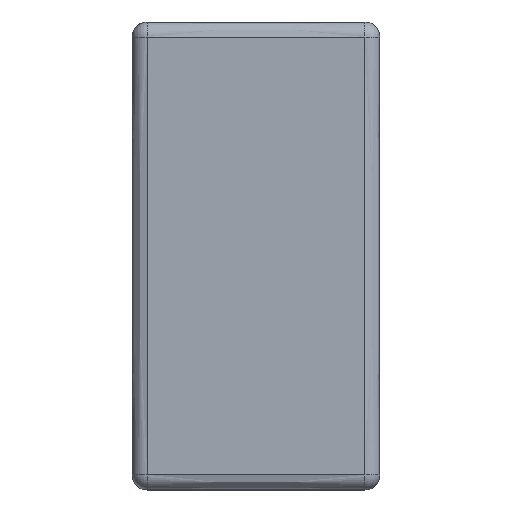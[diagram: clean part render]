
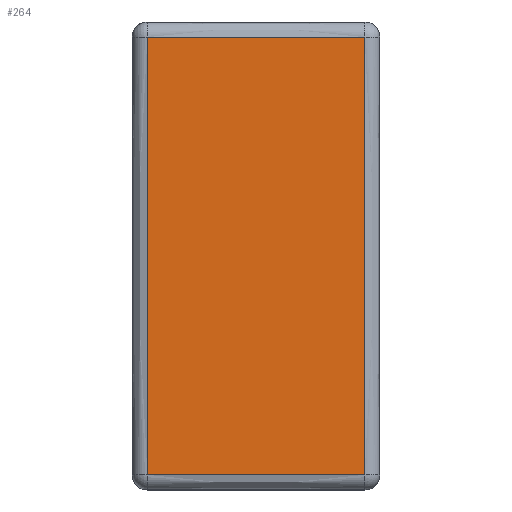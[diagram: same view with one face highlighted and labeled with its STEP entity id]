
A CAD part, left-side view. The second image highlights one B-rep face of the part: STEP entity #264.
In plain terms, the highlighted planar face has unit normal (-1, 0, 0).
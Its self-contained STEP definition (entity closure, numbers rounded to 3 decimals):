
#252 = ORIENTED_EDGE ( 'NONE', *, *, #257, .T. ) ;
#255 = ORIENTED_EDGE ( 'NONE', *, *, #323, .T. ) ;
#256 = VERTEX_POINT ( 'NONE', #1029 ) ;
#257 = EDGE_CURVE ( 'NONE', #271, #256, #1022, .T. ) ;
#260 = ORIENTED_EDGE ( 'NONE', *, *, #262, .T. ) ;
#261 = EDGE_LOOP ( 'NONE', ( #260, #266, #252, #255 ) ) ;
#262 = EDGE_CURVE ( 'NONE', #265, #263, #1054, .T. ) ;
#263 = VERTEX_POINT ( 'NONE', #1015 ) ;
#264 = ADVANCED_FACE ( 'NONE', ( #1028 ), #1024, .F. ) ;
#265 = VERTEX_POINT ( 'NONE', #1023 ) ;
#266 = ORIENTED_EDGE ( 'NONE', *, *, #269, .T. ) ;
#269 = EDGE_CURVE ( 'NONE', #263, #271, #1044, .T. ) ;
#271 = VERTEX_POINT ( 'NONE', #1025 ) ;
#323 = EDGE_CURVE ( 'NONE', #256, #265, #1170, .T. ) ;
#952 = DIRECTION ( 'NONE',  ( 1., 0., 0. ) ) ;
#953 = CARTESIAN_POINT ( 'NONE',  ( -7.9, 1.63, 0. ) ) ;
#1015 = CARTESIAN_POINT ( 'NONE',  ( -7.9, 1.53, -1.44 ) ) ;
#1021 = CARTESIAN_POINT ( 'NONE',  ( -7.9, 0.1, -1.44 ) ) ;
#1022 = B_SPLINE_CURVE_WITH_KNOTS ( 'NONE', 3,
 ( #1021, #1058, #1057, #1056 ),
 .UNSPECIFIED., .F., .F.,
 ( 4, 4 ),
 ( 0., 1. ),
 .UNSPECIFIED. ) ;
#1023 = CARTESIAN_POINT ( 'NONE',  ( -7.9, 1.53, 1.44 ) ) ;
#1024 = PLANE ( 'NONE',  #1053 ) ;
#1025 = CARTESIAN_POINT ( 'NONE',  ( -7.9, 0.1, -1.44 ) ) ;
#1028 = FACE_OUTER_BOUND ( 'NONE', #261, .T. ) ;
#1029 = CARTESIAN_POINT ( 'NONE',  ( -7.9, 0.1, 1.44 ) ) ;
#1039 = CARTESIAN_POINT ( 'NONE',  ( -7.9, 0.1, -1.44 ) ) ;
#1040 = CARTESIAN_POINT ( 'NONE',  ( -7.9, 0.577, -1.44 ) ) ;
#1041 = CARTESIAN_POINT ( 'NONE',  ( -7.9, 1.053, -1.44 ) ) ;
#1042 = CARTESIAN_POINT ( 'NONE',  ( -7.9, 1.53, -1.44 ) ) ;
#1044 = B_SPLINE_CURVE_WITH_KNOTS ( 'NONE', 3,
 ( #1042, #1041, #1040, #1039 ),
 .UNSPECIFIED., .F., .F.,
 ( 4, 4 ),
 ( 0., 1. ),
 .UNSPECIFIED. ) ;
#1047 = DIRECTION ( 'NONE',  ( 0., 0., -1. ) ) ;
#1049 = CARTESIAN_POINT ( 'NONE',  ( -7.9, 1.53, -1.44 ) ) ;
#1050 = CARTESIAN_POINT ( 'NONE',  ( -7.9, 1.53, -0.48 ) ) ;
#1051 = CARTESIAN_POINT ( 'NONE',  ( -7.9, 1.53, 0.48 ) ) ;
#1052 = CARTESIAN_POINT ( 'NONE',  ( -7.9, 1.53, 1.44 ) ) ;
#1053 = AXIS2_PLACEMENT_3D ( 'NONE', #953, #952, #1047 ) ;
#1054 = B_SPLINE_CURVE_WITH_KNOTS ( 'NONE', 3,
 ( #1052, #1051, #1050, #1049 ),
 .UNSPECIFIED., .F., .F.,
 ( 4, 4 ),
 ( 0., 1. ),
 .UNSPECIFIED. ) ;
#1056 = CARTESIAN_POINT ( 'NONE',  ( -7.9, 0.1, 1.44 ) ) ;
#1057 = CARTESIAN_POINT ( 'NONE',  ( -7.9, 0.1, 0.48 ) ) ;
#1058 = CARTESIAN_POINT ( 'NONE',  ( -7.9, 0.1, -0.48 ) ) ;
#1165 = CARTESIAN_POINT ( 'NONE',  ( -7.9, 1.53, 1.44 ) ) ;
#1166 = CARTESIAN_POINT ( 'NONE',  ( -7.9, 1.053, 1.44 ) ) ;
#1167 = CARTESIAN_POINT ( 'NONE',  ( -7.9, 0.577, 1.44 ) ) ;
#1168 = CARTESIAN_POINT ( 'NONE',  ( -7.9, 0.1, 1.44 ) ) ;
#1170 = B_SPLINE_CURVE_WITH_KNOTS ( 'NONE', 3,
 ( #1168, #1167, #1166, #1165 ),
 .UNSPECIFIED., .F., .F.,
 ( 4, 4 ),
 ( 0., 1. ),
 .UNSPECIFIED. ) ;
